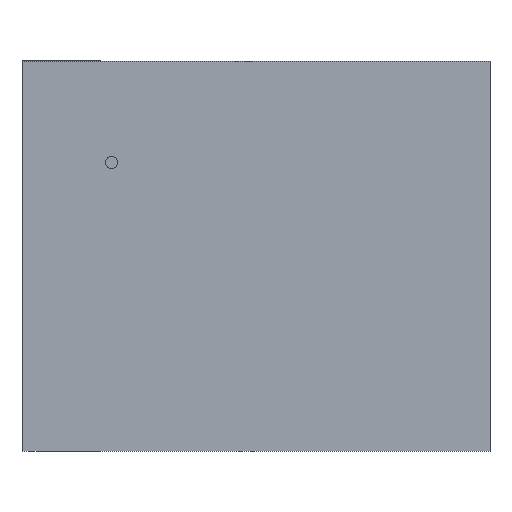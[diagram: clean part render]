
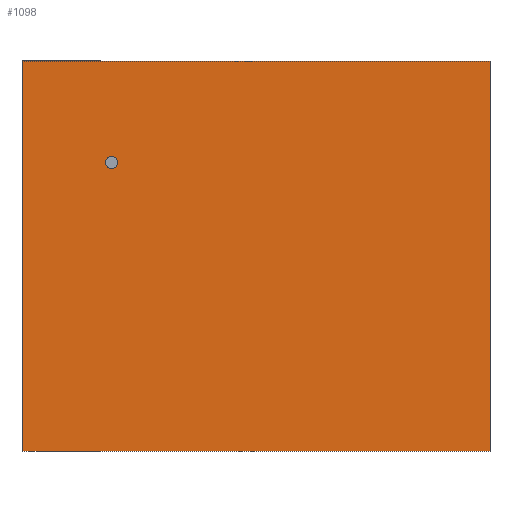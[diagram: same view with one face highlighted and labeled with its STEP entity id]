
A CAD part, left-side view. The second image highlights one B-rep face of the part: STEP entity #1098.
In plain terms, the highlighted planar face has unit normal (-1, 0, 0).
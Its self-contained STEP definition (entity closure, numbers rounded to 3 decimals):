
#809=CARTESIAN_POINT('',(0.0,60.0,50.0));
#810=VERTEX_POINT('',#809);
#817=CARTESIAN_POINT('',(0.0,0.0,50.0));
#818=VERTEX_POINT('',#817);
#819=CARTESIAN_POINT('',(0.0,0.0,50.0));
#820=DIRECTION('',(0.0,1.0,0.0));
#821=VECTOR('',#820,60.0);
#822=LINE('',#819,#821);
#823=EDGE_CURVE('',#818,#810,#822,.T.);
#849=CARTESIAN_POINT('',(0.0,60.0,0.0));
#850=VERTEX_POINT('',#849);
#857=CARTESIAN_POINT('',(0.0,60.0,0.0));
#858=DIRECTION('',(0.0,0.0,1.0));
#859=VECTOR('',#858,50.0);
#860=LINE('',#857,#859);
#861=EDGE_CURVE('',#850,#810,#860,.T.);
#1060=CARTESIAN_POINT('',(0.0,47.716,37.0));
#1061=VERTEX_POINT('',#1060);
#1062=CARTESIAN_POINT('',(0.0,48.5,37.0));
#1063=DIRECTION('',(1.0,0.0,0.0));
#1064=DIRECTION('',(0.0,-1.0,0.0));
#1065=AXIS2_PLACEMENT_3D('',#1062,#1063,#1064);
#1066=CIRCLE('',#1065,0.784);
#1067=EDGE_CURVE('',#1061,#1061,#1066,.T.);
#1072=CARTESIAN_POINT('',(0.0,0.0,0.0));
#1073=DIRECTION('',(-1.0,0.0,0.0));
#1074=DIRECTION('',(0.0,0.0,1.0));
#1075=AXIS2_PLACEMENT_3D('',#1072,#1073,#1074);
#1076=PLANE('',#1075);
#1077=ORIENTED_EDGE('',*,*,#823,.T.);
#1078=ORIENTED_EDGE('',*,*,#861,.F.);
#1079=CARTESIAN_POINT('',(0.0,0.0,0.0));
#1080=VERTEX_POINT('',#1079);
#1081=CARTESIAN_POINT('',(0.0,60.0,0.0));
#1082=DIRECTION('',(0.0,-1.0,0.0));
#1083=VECTOR('',#1082,60.0);
#1084=LINE('',#1081,#1083);
#1085=EDGE_CURVE('',#850,#1080,#1084,.T.);
#1086=ORIENTED_EDGE('',*,*,#1085,.T.);
#1087=CARTESIAN_POINT('',(0.0,0.0,0.0));
#1088=DIRECTION('',(0.0,0.0,1.0));
#1089=VECTOR('',#1088,50.0);
#1090=LINE('',#1087,#1089);
#1091=EDGE_CURVE('',#1080,#818,#1090,.T.);
#1092=ORIENTED_EDGE('',*,*,#1091,.T.);
#1093=EDGE_LOOP('',(#1077,#1078,#1086,#1092));
#1094=FACE_OUTER_BOUND('',#1093,.T.);
#1095=ORIENTED_EDGE('',*,*,#1067,.T.);
#1096=EDGE_LOOP('',(#1095));
#1097=FACE_BOUND('',#1096,.T.);
#1098=ADVANCED_FACE('',(#1094,#1097),#1076,.T.);
